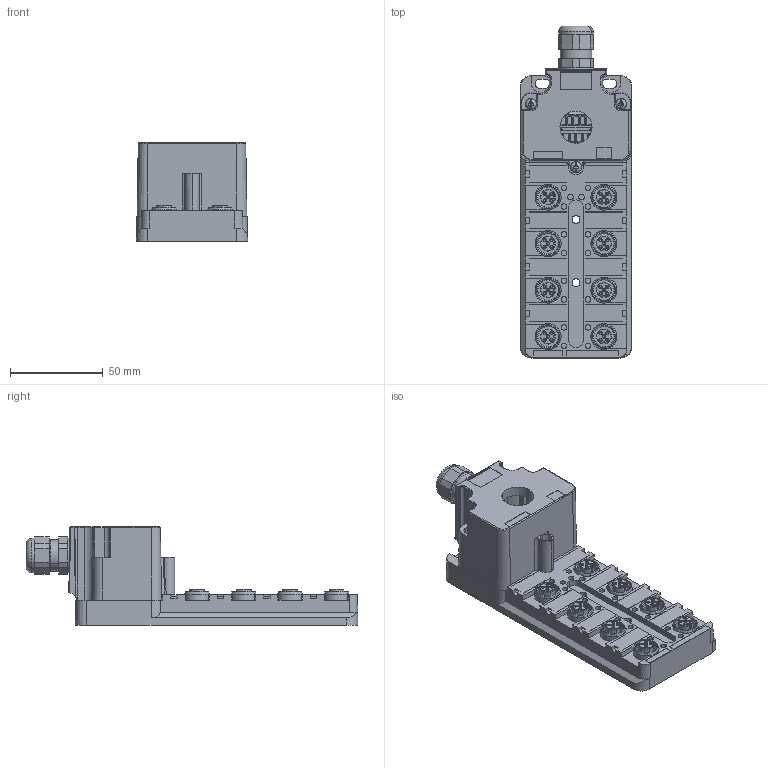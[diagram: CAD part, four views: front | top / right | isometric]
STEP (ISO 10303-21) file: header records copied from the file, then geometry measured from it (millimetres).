
FILE_DESCRIPTION(('CATIA V5 STEP Exchange','CAx-IF Rec.Pracs.--- Model Styling and Organization---1.5--- 2016-08-15','CAx-IF Rec.Pracs.---Supplemental Geometry---1.0---2011-11-01','CAx-IF Rec.Pracs.--- Composite Materials ---1.1---2010-07-15'),'2;1');
FILE_NAME ('019111-3_2', '2025-02-25T13:09:41+00:00', ('none'), ('Weidmueller'), 'CATIA Version 5-6 Release 2022 SP4 HF5', 'CATIA V5 STEP AP214 v3', 'none');
FILE_SCHEMA(('AUTOMOTIVE_DESIGN { 1 0 10303 214 1 1 1 1 }'));
Products named in the file (1): 1705943000
Bounding box: 60 x 178.5 x 53 mm (x, y, z)
Volume: 173612.6 mm3; surface area: 78764.3 mm2
Topology: 1 solids, 40 shells, 2341 faces, 5811 edges, 3706 vertices
Faces by surface type: plane 1261, cylinder 676, cone 300, torus 80, sphere 16, bspline 8
Entity records: 65226 total; most frequent: CARTESIAN_POINT 12574, ORIENTED_EDGE 11582, DIRECTION 8432, EDGE_CURVE 5791, VERTEX_POINT 3706, AXIS2_PLACEMENT_3D 3465, VECTOR 3455, LINE 3455
